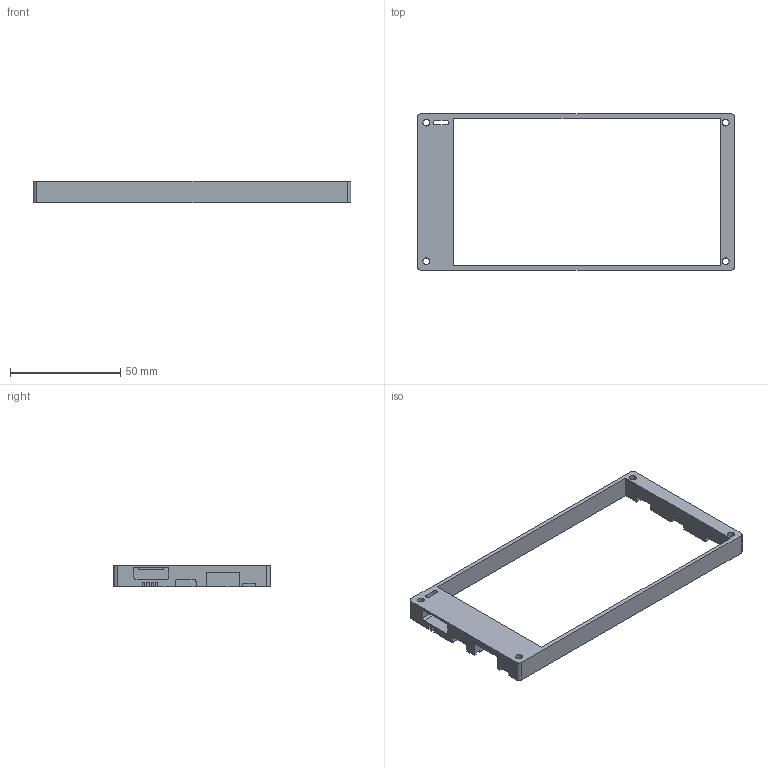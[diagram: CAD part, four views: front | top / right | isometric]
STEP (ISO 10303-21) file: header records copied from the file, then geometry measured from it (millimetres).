
FILE_DESCRIPTION(/* description */ (''),/* implementation_level */ '2;1');
FILE_NAME(/* name */ '无标题.step',/* time_stamp */ '2020-11-28T18:13:10+08:00',/* author */ (''),/* organization */ (''),/* preprocessor_version */ 'ST-DEVELOPER v18.1',/* originating_system */ 'Autodesk Translation Framework v9.3.0.1241',/* authorisation */ '');
FILE_SCHEMA (('AUTOMOTIVE_DESIGN { 1 0 10303 214 3 1 1 }'));
Length unit declared in the file: millimetre
Products named in the file (2): (未保存); 亚克力下盖
Assembly tree (1 placements, depth 2):
  (未保存)
    亚克力下盖
Bounding box: 144 x 71 x 9.8 mm (x, y, z)
Volume: 15120.2 mm3; surface area: 14531.7 mm2
Topology: 1 solids, 1 shells, 142 faces, 415 edges, 275 vertices
Faces by surface type: plane 124, cylinder 18
Full cylindrical faces by diameter (mm): 3.1 x4
Entity records: 4719 total; most frequent: CARTESIAN_POINT 835, ORIENTED_EDGE 830, DIRECTION 741, EDGE_CURVE 415, LINE 379, VECTOR 379, VERTEX_POINT 275, AXIS2_PLACEMENT_3D 181
